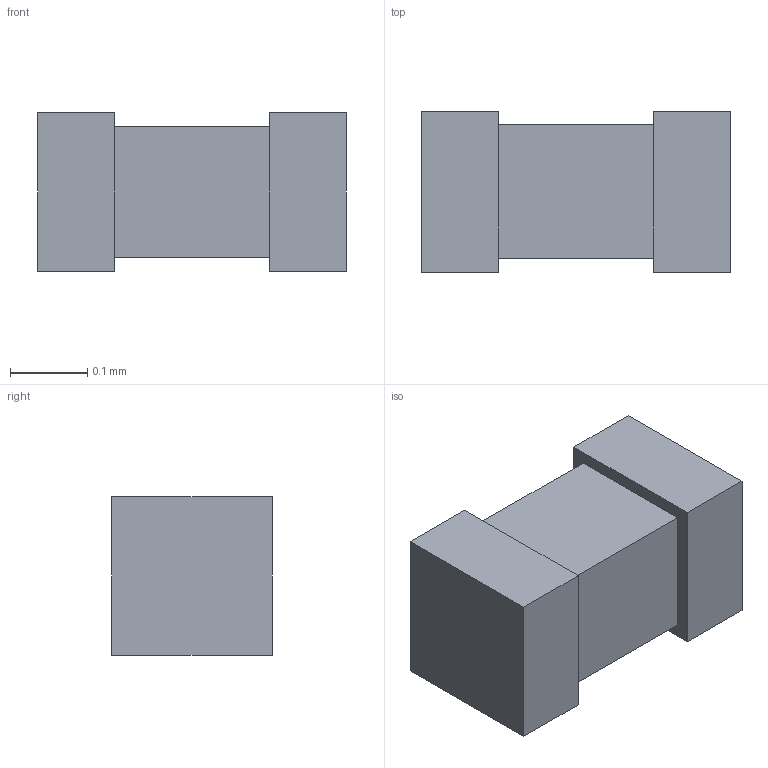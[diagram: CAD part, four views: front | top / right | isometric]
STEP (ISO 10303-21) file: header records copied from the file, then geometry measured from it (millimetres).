
FILE_DESCRIPTION(('STEP AP214'),'1');
FILE_NAME('GJM0225C1C6R8BB01.step','2025-08-20T09:25:07',(' '),('ANSOFT Corporation'),'Spatial InterOp 3D',' ',' ');
FILE_SCHEMA(('AUTOMOTIVE_DESIGN { 1 0 10303 214 1 1 1 1 }'));
Length unit declared in the file: micrometre
Products named in the file (1): Component6_014
Bounding box: 0.4 x 0.21 x 0.2 mm (x, y, z)
Volume: 0 mm3; surface area: 1.3 mm2
Topology: 29 solids, 29 shells, 184 faces, 372 edges, 248 vertices
Faces by surface type: plane 184
Entity records: 5056 total; most frequent: CARTESIAN_POINT 833, DIRECTION 798, ORIENTED_EDGE 744, EDGE_CURVE 372, LINE 372, VECTOR 372, VERTEX_POINT 248, AXIS2_PLACEMENT_3D 213
